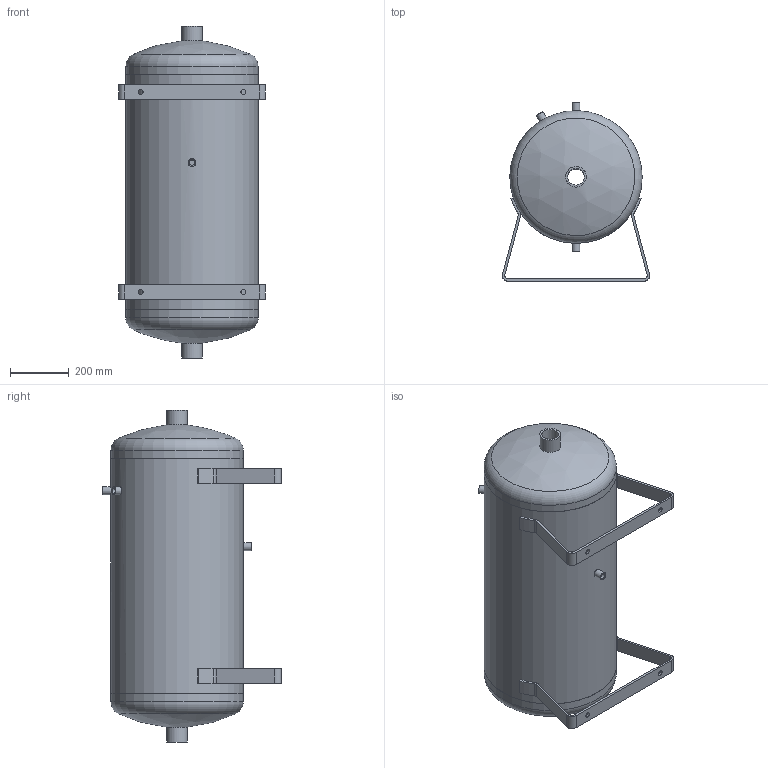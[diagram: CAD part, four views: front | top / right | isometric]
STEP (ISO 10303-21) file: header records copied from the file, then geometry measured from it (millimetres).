
FILE_DESCRIPTION(/* description */ ('','CAx-IF Rec.Pracs.---Representation and Presentation of Product Manufacturing Information (PMI)---3.8---2014-02-18'),/* implementation_level */ '2;1');
FILE_NAME(/* name */ 'MB 030602-2.150.stp',/* time_stamp */ '2022-10-06T11:01:09+02:00',/* author */ ('m.ebener'),/* organization */ (''),/* preprocessor_version */ 'ST-DEVELOPER v16.1',/* originating_system */ 'Autodesk Inventor 2016',/* authorisation */ '');
FILE_SCHEMA (('AP242_MANAGED_MODEL_BASED_3D_ENGINEERING_MIM_LF { 1 0 10303 442 1 1 4 }'));
Length unit declared in the file: millimetre
Products named in the file (6): Mantel; Standardmuffe - G 1_2; Behälterfuß; Boden; Standardmuffe - G 2; MB 030602-2.150
Assembly tree (10 placements, depth 2):
  MB 030602-2.150
    Mantel
    Standardmuffe - G 1_2  x3
    Behälterfuß  x2
    Boden  x2
    Standardmuffe - G 2  x2
Bounding box: 499.9 x 608.59 x 1129.24 mm (x, y, z)
Volume: 8900886.7 mm3; surface area: 3497588.7 mm2
Topology: 10 solids, 10 shells, 91 faces, 210 edges, 141 vertices
Faces by surface type: cylinder 49, plane 34, sphere 4, torus 4
Full cylindrical faces by diameter (mm): 17 x4, 18.631 x3, 26.9 x6, 56.656 x2, 70 x4, 440 x3, 450 x3
Entity records: 1649 total; most frequent: CARTESIAN_POINT 421, DIRECTION 258, ORIENTED_EDGE 180, AXIS2_PLACEMENT_3D 111, EDGE_CURVE 90, EDGE_LOOP 82, VERTEX_POINT 70, CIRCLE 48
